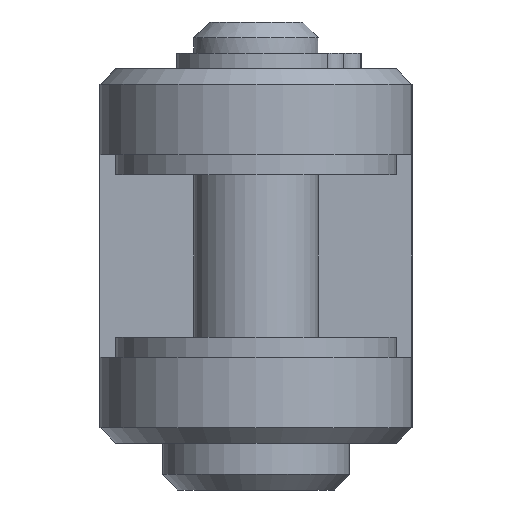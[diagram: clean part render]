
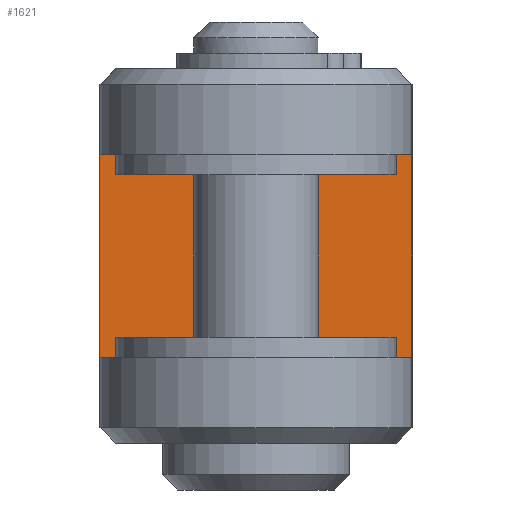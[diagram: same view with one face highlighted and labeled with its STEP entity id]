
A CAD part, left-side view. The second image highlights one B-rep face of the part: STEP entity #1621.
In plain terms, the highlighted planar face has unit normal (-1, 0, 0).
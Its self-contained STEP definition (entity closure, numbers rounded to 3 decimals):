
#132=LINE('',#2552,#277);
#187=LINE('',#2753,#332);
#188=LINE('',#2757,#333);
#192=LINE('',#2763,#337);
#277=VECTOR('',#2043,13.);
#332=VECTOR('',#2274,20.);
#333=VECTOR('',#2279,20.);
#337=VECTOR('',#2287,13.);
#452=FACE_OUTER_BOUND('',#565,.T.);
#565=EDGE_LOOP('',(#1435,#1436,#1437,#1438));
#725=VERTEX_POINT('',#2549);
#726=VERTEX_POINT('',#2551);
#783=VERTEX_POINT('',#2750);
#785=VERTEX_POINT('',#2756);
#901=EDGE_CURVE('',#725,#726,#132,.T.);
#998=EDGE_CURVE('',#783,#725,#187,.T.);
#1000=EDGE_CURVE('',#726,#785,#188,.T.);
#1004=EDGE_CURVE('',#785,#783,#192,.T.);
#1435=ORIENTED_EDGE('',*,*,#901,.F.);
#1436=ORIENTED_EDGE('',*,*,#998,.F.);
#1437=ORIENTED_EDGE('',*,*,#1004,.F.);
#1438=ORIENTED_EDGE('',*,*,#1000,.F.);
#1526=PLANE('',#1812);
#1621=ADVANCED_FACE('',(#452),#1526,.F.);
#1812=AXIS2_PLACEMENT_3D('',#2771,#2299,#2300);
#2043=DIRECTION('',(0.,0.,-1.));
#2274=DIRECTION('',(0.,-1.,0.));
#2279=DIRECTION('',(0.,1.,0.));
#2287=DIRECTION('',(0.,0.,1.));
#2299=DIRECTION('center_axis',(1.,0.,0.));
#2300=DIRECTION('ref_axis',(0.,0.,-1.));
#2549=CARTESIAN_POINT('',(-54.5,-10.,6.5));
#2551=CARTESIAN_POINT('',(-54.5,-10.,-6.5));
#2552=CARTESIAN_POINT('',(-54.5,-10.,6.5));
#2750=CARTESIAN_POINT('',(-54.5,10.,6.5));
#2753=CARTESIAN_POINT('',(-54.5,10.,6.5));
#2756=CARTESIAN_POINT('',(-54.5,10.,-6.5));
#2757=CARTESIAN_POINT('',(-54.5,-10.,-6.5));
#2763=CARTESIAN_POINT('',(-54.5,10.,-6.5));
#2771=CARTESIAN_POINT('Origin',(-54.5,-10.,0.));
